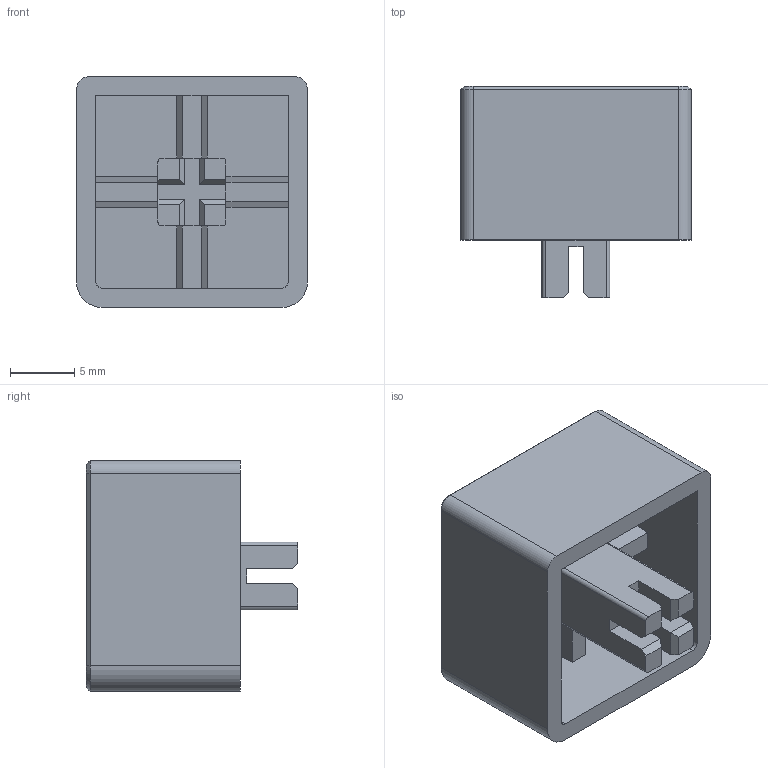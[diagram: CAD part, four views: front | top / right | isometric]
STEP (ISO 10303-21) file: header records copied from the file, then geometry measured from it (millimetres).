
FILE_DESCRIPTION(/* description */ (''),/* implementation_level */ '2;1');
FILE_NAME(/* name */ 'numbar_cmx.ipt.step',/* time_stamp */ '2017-07-26T20:48:55-07:00',/* author */ ('Jason Cemra'),/* organization */ (''),/* preprocessor_version */ 'ST-DEVELOPER v16.13',/* originating_system */ 'Autodesk Inventor 2018',/* authorisation */ '');
FILE_SCHEMA (('AUTOMOTIVE_DESIGN { 1 0 10303 214 3 1 1 }'));
Length unit declared in the file: millimetre
Products named in the file (1): Numbar Keycap (Cherry MX)
Bounding box: 18 x 16.5 x 18 mm (x, y, z)
Volume: 2062.6 mm3; surface area: 2544.7 mm2
Topology: 1 solids, 1 shells, 69 faces, 186 edges, 120 vertices
Faces by surface type: plane 55, cylinder 10, cone 4
Entity records: 2236 total; most frequent: CARTESIAN_POINT 376, ORIENTED_EDGE 372, DIRECTION 350, EDGE_CURVE 186, LINE 162, VECTOR 162, VERTEX_POINT 120, AXIS2_PLACEMENT_3D 94
